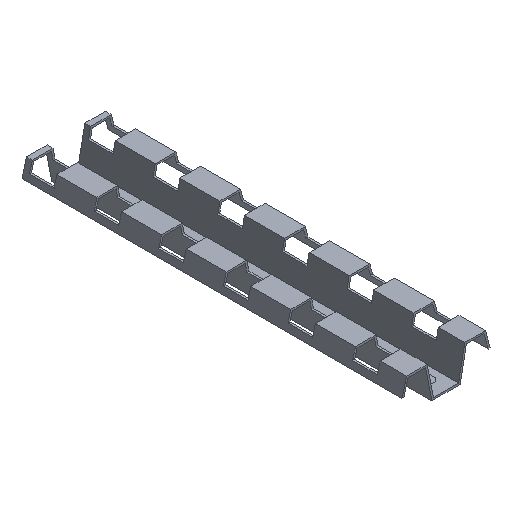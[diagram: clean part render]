
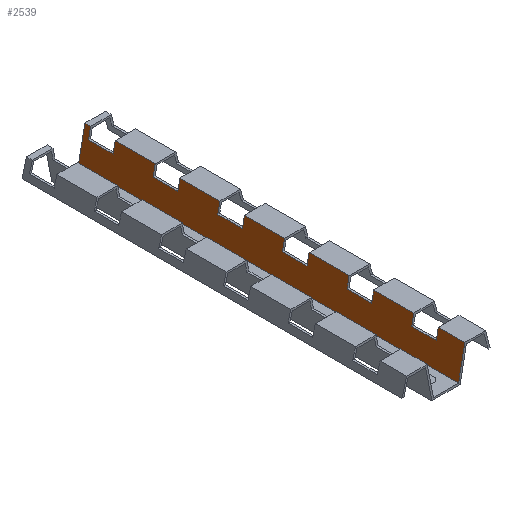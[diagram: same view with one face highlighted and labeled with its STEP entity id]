
A CAD part, isometric view. The second image highlights one B-rep face of the part: STEP entity #2539.
In plain terms, the highlighted planar face has unit normal (-0.982, 0, 0.191).
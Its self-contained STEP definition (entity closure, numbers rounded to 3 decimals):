
#113=FACE_OUTER_BOUND('',#215,.T.);
#215=EDGE_LOOP('',(#2161,#2162,#2163,#2164,#2165,#2166,#2167,#2168,#2169,
#2170,#2171,#2172,#2173,#2174,#2175,#2176,#2177,#2178,#2179,#2180,#2181,
#2182,#2183,#2184,#2185,#2186,#2187,#2188));
#247=LINE('',#3384,#607);
#267=LINE('',#3426,#627);
#274=LINE('',#3438,#634);
#287=LINE('',#3464,#647);
#307=LINE('',#3506,#667);
#314=LINE('',#3518,#674);
#327=LINE('',#3544,#687);
#347=LINE('',#3586,#707);
#354=LINE('',#3598,#714);
#367=LINE('',#3624,#727);
#387=LINE('',#3666,#747);
#394=LINE('',#3678,#754);
#407=LINE('',#3704,#767);
#427=LINE('',#3746,#787);
#434=LINE('',#3758,#794);
#447=LINE('',#3784,#807);
#467=LINE('',#3826,#827);
#474=LINE('',#3838,#834);
#514=LINE('',#3907,#874);
#516=LINE('',#3910,#876);
#517=LINE('',#3912,#877);
#518=LINE('',#3914,#878);
#519=LINE('',#3916,#879);
#520=LINE('',#3918,#880);
#557=LINE('',#3982,#917);
#558=LINE('',#3985,#918);
#559=LINE('',#3986,#919);
#560=LINE('',#3987,#920);
#607=VECTOR('',#2762,1.);
#627=VECTOR('',#2786,1.);
#634=VECTOR('',#2799,1.);
#647=VECTOR('',#2818,1.);
#667=VECTOR('',#2842,1.);
#674=VECTOR('',#2855,1.);
#687=VECTOR('',#2874,1.);
#707=VECTOR('',#2898,1.);
#714=VECTOR('',#2911,1.);
#727=VECTOR('',#2930,1.);
#747=VECTOR('',#2954,1.);
#754=VECTOR('',#2967,1.);
#767=VECTOR('',#2986,1.);
#787=VECTOR('',#3010,1.);
#794=VECTOR('',#3023,1.);
#807=VECTOR('',#3042,1.);
#827=VECTOR('',#3066,1.);
#834=VECTOR('',#3079,1.);
#874=VECTOR('',#3143,1.);
#876=VECTOR('',#3147,1.);
#877=VECTOR('',#3150,1.);
#878=VECTOR('',#3153,1.);
#879=VECTOR('',#3156,1.);
#880=VECTOR('',#3159,1.);
#917=VECTOR('',#3226,1.);
#918=VECTOR('',#3229,1.);
#919=VECTOR('',#3230,1.);
#920=VECTOR('',#3231,1.);
#1003=VERTEX_POINT('',#3381);
#1004=VERTEX_POINT('',#3383);
#1023=VERTEX_POINT('',#3423);
#1024=VERTEX_POINT('',#3425);
#1035=VERTEX_POINT('',#3461);
#1036=VERTEX_POINT('',#3463);
#1055=VERTEX_POINT('',#3503);
#1056=VERTEX_POINT('',#3505);
#1067=VERTEX_POINT('',#3541);
#1068=VERTEX_POINT('',#3543);
#1087=VERTEX_POINT('',#3583);
#1088=VERTEX_POINT('',#3585);
#1099=VERTEX_POINT('',#3621);
#1100=VERTEX_POINT('',#3623);
#1119=VERTEX_POINT('',#3663);
#1120=VERTEX_POINT('',#3665);
#1131=VERTEX_POINT('',#3701);
#1132=VERTEX_POINT('',#3703);
#1151=VERTEX_POINT('',#3743);
#1152=VERTEX_POINT('',#3745);
#1163=VERTEX_POINT('',#3781);
#1164=VERTEX_POINT('',#3783);
#1183=VERTEX_POINT('',#3823);
#1184=VERTEX_POINT('',#3825);
#1203=VERTEX_POINT('',#3906);
#1214=VERTEX_POINT('',#3978);
#1215=VERTEX_POINT('',#3980);
#1216=VERTEX_POINT('',#3984);
#1275=EDGE_CURVE('',#1004,#1003,#247,.T.);
#1295=EDGE_CURVE('',#1024,#1023,#267,.T.);
#1302=EDGE_CURVE('',#1023,#1004,#274,.T.);
#1315=EDGE_CURVE('',#1036,#1035,#287,.T.);
#1335=EDGE_CURVE('',#1056,#1055,#307,.T.);
#1342=EDGE_CURVE('',#1055,#1036,#314,.T.);
#1355=EDGE_CURVE('',#1068,#1067,#327,.T.);
#1375=EDGE_CURVE('',#1088,#1087,#347,.T.);
#1382=EDGE_CURVE('',#1087,#1068,#354,.T.);
#1395=EDGE_CURVE('',#1100,#1099,#367,.T.);
#1415=EDGE_CURVE('',#1120,#1119,#387,.T.);
#1422=EDGE_CURVE('',#1119,#1100,#394,.T.);
#1435=EDGE_CURVE('',#1132,#1131,#407,.T.);
#1455=EDGE_CURVE('',#1152,#1151,#427,.T.);
#1462=EDGE_CURVE('',#1151,#1132,#434,.T.);
#1475=EDGE_CURVE('',#1164,#1163,#447,.T.);
#1495=EDGE_CURVE('',#1184,#1183,#467,.T.);
#1502=EDGE_CURVE('',#1183,#1164,#474,.T.);
#1542=EDGE_CURVE('',#1120,#1203,#514,.T.);
#1544=EDGE_CURVE('',#1024,#1163,#516,.T.);
#1545=EDGE_CURVE('',#1184,#1131,#517,.T.);
#1546=EDGE_CURVE('',#1088,#1099,#518,.T.);
#1547=EDGE_CURVE('',#1056,#1067,#519,.T.);
#1548=EDGE_CURVE('',#1152,#1035,#520,.T.);
#1585=EDGE_CURVE('',#1214,#1215,#557,.T.);
#1586=EDGE_CURVE('',#1216,#1003,#558,.T.);
#1587=EDGE_CURVE('',#1214,#1216,#559,.T.);
#1588=EDGE_CURVE('',#1203,#1215,#560,.T.);
#2161=ORIENTED_EDGE('',*,*,#1275,.T.);
#2162=ORIENTED_EDGE('',*,*,#1586,.F.);
#2163=ORIENTED_EDGE('',*,*,#1587,.F.);
#2164=ORIENTED_EDGE('',*,*,#1585,.T.);
#2165=ORIENTED_EDGE('',*,*,#1588,.F.);
#2166=ORIENTED_EDGE('',*,*,#1542,.F.);
#2167=ORIENTED_EDGE('',*,*,#1415,.T.);
#2168=ORIENTED_EDGE('',*,*,#1422,.T.);
#2169=ORIENTED_EDGE('',*,*,#1395,.T.);
#2170=ORIENTED_EDGE('',*,*,#1546,.F.);
#2171=ORIENTED_EDGE('',*,*,#1375,.T.);
#2172=ORIENTED_EDGE('',*,*,#1382,.T.);
#2173=ORIENTED_EDGE('',*,*,#1355,.T.);
#2174=ORIENTED_EDGE('',*,*,#1547,.F.);
#2175=ORIENTED_EDGE('',*,*,#1335,.T.);
#2176=ORIENTED_EDGE('',*,*,#1342,.T.);
#2177=ORIENTED_EDGE('',*,*,#1315,.T.);
#2178=ORIENTED_EDGE('',*,*,#1548,.F.);
#2179=ORIENTED_EDGE('',*,*,#1455,.T.);
#2180=ORIENTED_EDGE('',*,*,#1462,.T.);
#2181=ORIENTED_EDGE('',*,*,#1435,.T.);
#2182=ORIENTED_EDGE('',*,*,#1545,.F.);
#2183=ORIENTED_EDGE('',*,*,#1495,.T.);
#2184=ORIENTED_EDGE('',*,*,#1502,.T.);
#2185=ORIENTED_EDGE('',*,*,#1475,.T.);
#2186=ORIENTED_EDGE('',*,*,#1544,.F.);
#2187=ORIENTED_EDGE('',*,*,#1295,.T.);
#2188=ORIENTED_EDGE('',*,*,#1302,.T.);
#2437=PLANE('',#2678);
#2539=ADVANCED_FACE('',(#113),#2437,.T.);
#2678=AXIS2_PLACEMENT_3D('',#3983,#3227,#3228);
#2762=DIRECTION('',(0.191,0.,0.982));
#2786=DIRECTION('',(-0.191,0.,-0.982));
#2799=DIRECTION('',(0.,1.,0.));
#2818=DIRECTION('',(0.191,0.,0.982));
#2842=DIRECTION('',(-0.191,0.,-0.982));
#2855=DIRECTION('',(0.,1.,0.));
#2874=DIRECTION('',(0.191,0.,0.982));
#2898=DIRECTION('',(-0.191,0.,-0.982));
#2911=DIRECTION('',(0.,1.,0.));
#2930=DIRECTION('',(0.191,0.,0.982));
#2954=DIRECTION('',(-0.191,0.,-0.982));
#2967=DIRECTION('',(0.,1.,0.));
#2986=DIRECTION('',(0.191,0.,0.982));
#3010=DIRECTION('',(-0.191,0.,-0.982));
#3023=DIRECTION('',(0.,1.,0.));
#3042=DIRECTION('',(0.191,0.,0.982));
#3066=DIRECTION('',(-0.191,0.,-0.982));
#3079=DIRECTION('',(0.,1.,0.));
#3143=DIRECTION('',(0.,-1.,0.));
#3147=DIRECTION('',(0.,-1.,0.));
#3150=DIRECTION('',(0.,-1.,0.));
#3153=DIRECTION('',(0.,-1.,0.));
#3156=DIRECTION('',(0.,-1.,0.));
#3159=DIRECTION('',(0.,-1.,0.));
#3226=DIRECTION('',(0.,-1.,0.));
#3227=DIRECTION('center_axis',(-0.982,0.,
0.191));
#3228=DIRECTION('ref_axis',(-0.191,0.,-0.982));
#3229=DIRECTION('',(0.,-1.,0.));
#3230=DIRECTION('',(0.191,0.,0.982));
#3231=DIRECTION('',(-0.191,0.,-0.982));
#3381=CARTESIAN_POINT('',(203.349,169.224,13.225));
#3383=CARTESIAN_POINT('',(201.77,169.224,5.101));
#3384=CARTESIAN_POINT('',(202.919,169.224,11.013));
#3423=CARTESIAN_POINT('',(201.77,150.224,5.101));
#3425=CARTESIAN_POINT('',(203.349,150.224,13.225));
#3426=CARTESIAN_POINT('',(201.728,150.224,4.884));
#3438=CARTESIAN_POINT('',(201.77,166.724,5.101));
#3461=CARTESIAN_POINT('',(203.349,19.224,13.225));
#3463=CARTESIAN_POINT('',(201.77,19.224,5.101));
#3464=CARTESIAN_POINT('',(202.919,19.224,11.013));
#3503=CARTESIAN_POINT('',(201.77,0.224,5.101));
#3505=CARTESIAN_POINT('',(203.349,0.224,13.225));
#3506=CARTESIAN_POINT('',(201.728,0.224,4.884));
#3518=CARTESIAN_POINT('',(201.77,91.724,5.101));
#3541=CARTESIAN_POINT('',(203.349,-30.776,13.225));
#3543=CARTESIAN_POINT('',(201.77,-30.776,5.101));
#3544=CARTESIAN_POINT('',(202.919,-30.776,11.013));
#3583=CARTESIAN_POINT('',(201.77,-49.776,5.101));
#3585=CARTESIAN_POINT('',(203.349,-49.776,13.225));
#3586=CARTESIAN_POINT('',(201.728,-49.776,4.884));
#3598=CARTESIAN_POINT('',(201.77,66.724,5.101));
#3621=CARTESIAN_POINT('',(203.349,-80.776,13.225));
#3623=CARTESIAN_POINT('',(201.77,-80.776,5.101));
#3624=CARTESIAN_POINT('',(202.919,-80.776,11.013));
#3663=CARTESIAN_POINT('',(201.77,-99.776,5.101));
#3665=CARTESIAN_POINT('',(203.349,-99.776,13.225));
#3666=CARTESIAN_POINT('',(201.728,-99.776,4.884));
#3678=CARTESIAN_POINT('',(201.77,41.724,5.101));
#3701=CARTESIAN_POINT('',(203.349,69.224,13.225));
#3703=CARTESIAN_POINT('',(201.77,69.224,5.101));
#3704=CARTESIAN_POINT('',(202.919,69.224,11.013));
#3743=CARTESIAN_POINT('',(201.77,50.224,5.101));
#3745=CARTESIAN_POINT('',(203.349,50.224,13.225));
#3746=CARTESIAN_POINT('',(201.728,50.224,4.884));
#3758=CARTESIAN_POINT('',(201.77,116.724,5.101));
#3781=CARTESIAN_POINT('',(203.349,119.224,13.225));
#3783=CARTESIAN_POINT('',(201.77,119.224,5.101));
#3784=CARTESIAN_POINT('',(202.919,119.224,11.013));
#3823=CARTESIAN_POINT('',(201.77,100.224,5.101));
#3825=CARTESIAN_POINT('',(203.349,100.224,13.225));
#3826=CARTESIAN_POINT('',(201.728,100.224,4.884));
#3838=CARTESIAN_POINT('',(201.77,141.724,5.101));
#3906=CARTESIAN_POINT('',(203.349,-120.276,13.225));
#3907=CARTESIAN_POINT('',(203.349,173.724,13.225));
#3910=CARTESIAN_POINT('',(203.349,173.724,13.225));
#3912=CARTESIAN_POINT('',(203.349,173.724,13.225));
#3914=CARTESIAN_POINT('',(203.349,173.724,13.225));
#3916=CARTESIAN_POINT('',(203.349,173.724,13.225));
#3918=CARTESIAN_POINT('',(203.349,173.724,13.225));
#3978=CARTESIAN_POINT('',(198.538,173.724,-11.525));
#3980=CARTESIAN_POINT('',(198.538,-120.276,-11.525));
#3982=CARTESIAN_POINT('',(198.538,173.724,-11.525));
#3983=CARTESIAN_POINT('Origin',(203.349,173.724,13.225));
#3984=CARTESIAN_POINT('',(203.349,173.724,13.225));
#3985=CARTESIAN_POINT('',(203.349,173.724,13.225));
#3986=CARTESIAN_POINT('',(198.538,173.724,-11.525));
#3987=CARTESIAN_POINT('',(198.538,-120.276,-11.525));
